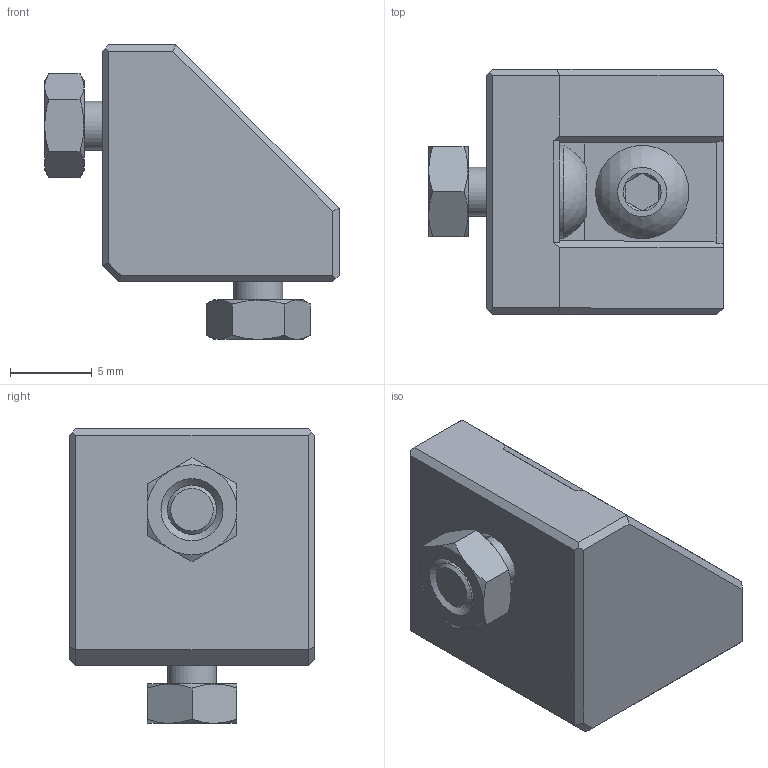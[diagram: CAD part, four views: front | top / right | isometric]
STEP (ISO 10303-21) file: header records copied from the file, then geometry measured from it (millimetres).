
FILE_DESCRIPTION(/* description */ (''),/* implementation_level */ '2;1');
FILE_NAME(/* name */ '1515_90_Bracket.step',/* time_stamp */ '2024-04-26T23:13:11+01:00',/* author */ (''),/* organization */ (''),/* preprocessor_version */ 'ST-DEVELOPER v20',/* originating_system */ 'Autodesk Translation Framework v12.20.1.177',/* authorisation */ '');
FILE_SCHEMA (('AUTOMOTIVE_DESIGN { 1 0 10303 214 3 1 1 }'));
Length unit declared in the file: millimetre
Products named in the file (4): Rigid Mount Tophat; M3x8 BHCS; M3 Hexnut; 1515_90_bracket
Assembly tree (5 placements, depth 2):
  Rigid Mount Tophat
    M3x8 BHCS  x2
    M3 Hexnut  x2
    1515_90_bracket
Bounding box: 18 x 15 x 18 mm (x, y, z)
Volume: 2262.5 mm3; surface area: 1723.8 mm2
Topology: 5 solids, 5 shells, 124 faces, 262 edges, 154 vertices
Faces by surface type: plane 68, cone 46, cylinder 8, sphere 2
Full cylindrical faces by diameter (mm): 3 x4, 3.3 x2, 5.7 x2
Entity records: 2310 total; most frequent: CARTESIAN_POINT 436, DIRECTION 366, ORIENTED_EDGE 358, EDGE_CURVE 179, AXIS2_PLACEMENT_3D 127, LINE 112, VECTOR 112, VERTEX_POINT 107
